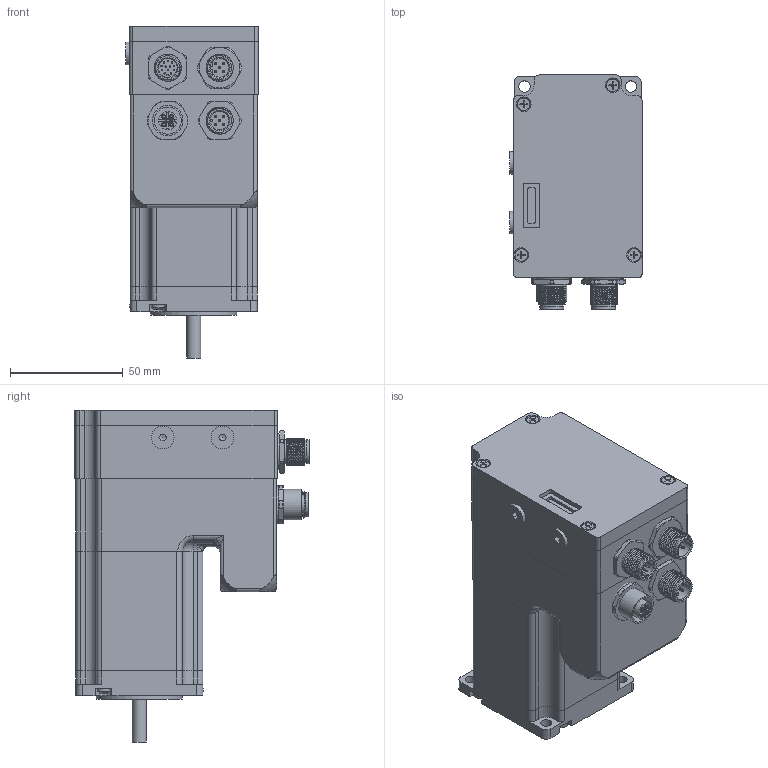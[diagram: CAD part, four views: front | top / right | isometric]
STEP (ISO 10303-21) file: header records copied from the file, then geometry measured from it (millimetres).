
FILE_DESCRIPTION(/* description */ (''),/* implementation_level */ '2;1');
FILE_NAME(/* name */ 'Bauteil6.stp',/* time_stamp */ '2021-10-20T14:10:08+02:00',/* author */ ('angelika.schneid'),/* organization */ (''),/* preprocessor_version */ 'ST-DEVELOPER v17.2',/* originating_system */ 'Autodesk Inventor 2019',/* authorisation */ '');
FILE_SCHEMA (('AUTOMOTIVE_DESIGN { 1 0 10303 214 3 1 1 }'));
Products named in the file (1): Bauteil6
Bounding box: 58.5 x 103.7 x 147.1 mm (x, y, z)
Volume: 309598 mm3; surface area: 94571.5 mm2
Topology: 15 solids, 15 shells, 1280 faces, 3573 edges, 2394 vertices
Faces by surface type: plane 511, cylinder 450, cone 204, bspline 51, torus 32, sphere 32
Full cylindrical faces by diameter (mm): 0.6 x12, 1 x22, 1.2 x5, 1.6 x15, 2.459 x2, 2.5 x6, 2.693 x4, 3 x4, 3.4 x8, 4.917 x2, 5 x4, 5.5 x4, 6 x2, 6.35 x1, 10 x2, 10.4 x3, 10.6 x6, 10.8 x24, 11 x2, 12 x26, 13 x2, 13.5 x1, 15.2 x1, 15.3 x6, 20 x1, 21 x1, 26 x1, 34.98 x1, 38.1 x1
Entity records: 51830 total; most frequent: CARTESIAN_POINT 17911, ORIENTED_EDGE 7078, DIRECTION 6755, EDGE_CURVE 3539, AXIS2_PLACEMENT_3D 2613, VERTEX_POINT 2394, LINE 1529, VECTOR 1529
